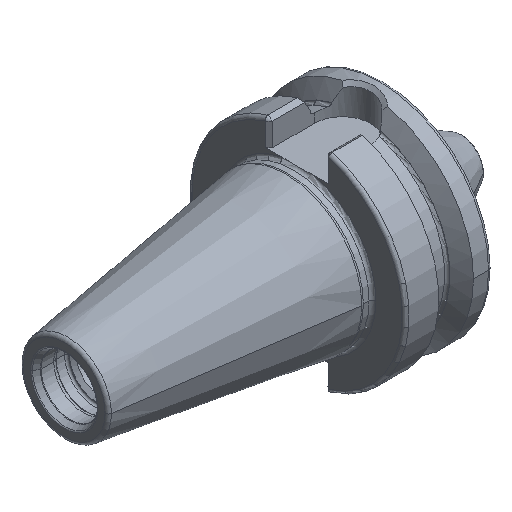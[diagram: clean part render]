
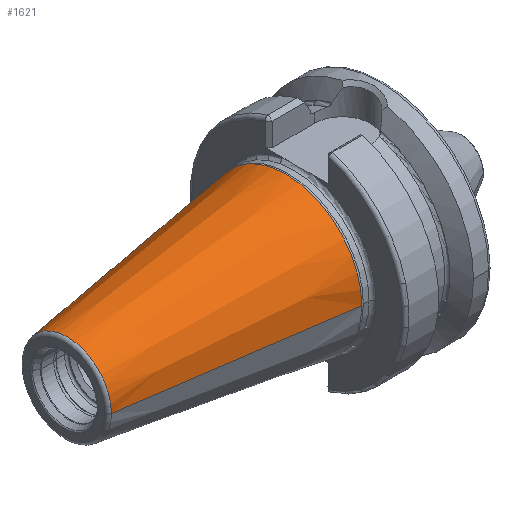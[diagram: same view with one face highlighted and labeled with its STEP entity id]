
A CAD part, isometric view. The second image highlights one B-rep face of the part: STEP entity #1621.
In plain terms, the highlighted conical face has half-angle 8.298 degrees and reference radius 17.426 mm.
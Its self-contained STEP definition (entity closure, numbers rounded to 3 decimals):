
#37=CARTESIAN_POINT('',(-64.544,0.,0.));
#38=DIRECTION('',(1.,0.,0.));
#39=DIRECTION('',(0.,1.,0.));
#40=AXIS2_PLACEMENT_3D('',#37,#38,#39);
#42=CARTESIAN_POINT('',(-1.267,0.,0.));
#43=DIRECTION('',(1.,0.,0.));
#44=DIRECTION('',(0.,1.,0.));
#45=AXIS2_PLACEMENT_3D('',#42,#43,#44);
#47=DIRECTION('',(-0.99,-0.144,0.));
#48=VECTOR('',#47,63.947);
#49=CARTESIAN_POINT('',(-1.267,22.04,0.));
#50=LINE('',#49,#48);
#51=DIRECTION('',(-0.99,0.144,0.));
#52=VECTOR('',#51,63.947);
#53=CARTESIAN_POINT('',(-1.267,-22.04,0.));
#54=LINE('',#53,#52);
#1298=CARTESIAN_POINT('',(-64.544,12.812,0.));
#1300=VERTEX_POINT('',#1298);
#1302=CARTESIAN_POINT('',(-64.544,-12.812,0.));
#1304=VERTEX_POINT('',#1302);
#1517=CARTESIAN_POINT('',(-1.267,22.04,0.));
#1518=VERTEX_POINT('',#1517);
#1519=CARTESIAN_POINT('',(-1.267,-22.04,0.));
#1520=VERTEX_POINT('',#1519);
#1607=CARTESIAN_POINT('',(-32.906,0.,0.));
#1608=DIRECTION('',(1.,0.,0.));
#1609=DIRECTION('',(0.,-1.,0.));
#1610=AXIS2_PLACEMENT_3D('',#1607,#1608,#1609);
#1611=CONICAL_SURFACE('',#1610,17.426,8.298);
#1613=ORIENTED_EDGE('',*,*,#1612,.F.);
#1615=ORIENTED_EDGE('',*,*,#1614,.T.);
#1617=ORIENTED_EDGE('',*,*,#1616,.T.);
#1618=ORIENTED_EDGE('',*,*,#1600,.F.);
#1619=EDGE_LOOP('',(#1613,#1615,#1617,#1618));
#1620=FACE_OUTER_BOUND('',#1619,.F.);
#1621=ADVANCED_FACE('',(#1620),#1611,.T.);
#41=CIRCLE('',#40,12.812);
#46=CIRCLE('',#45,22.04);
#1600=EDGE_CURVE('',#1300,#1304,#41,.T.);
#1612=EDGE_CURVE('',#1518,#1300,#50,.T.);
#1614=EDGE_CURVE('',#1518,#1520,#46,.T.);
#1616=EDGE_CURVE('',#1520,#1304,#54,.T.);
